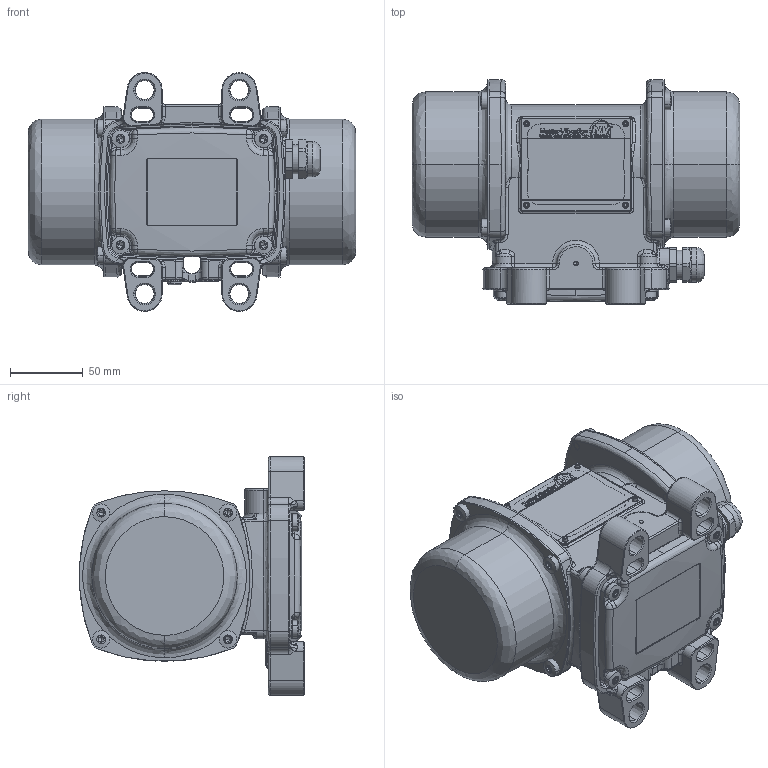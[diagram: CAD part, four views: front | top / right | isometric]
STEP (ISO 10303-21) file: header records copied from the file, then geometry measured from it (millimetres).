
FILE_DESCRIPTION (( 'STEP AP214' ), '1' );
FILE_NAME ('NEA-NEG 50200 -50-60Hz.STEP', '2022-04-29T09:36:26', ( '' ), ( '' ), 'SwSTEP 2.0', 'SolidWorks 2015', '' );
FILE_SCHEMA (( 'AUTOMOTIVE_DESIGN' ));
Length unit declared in the file: millimetre
Products named in the file (1): NEA-NEG 50200 -50-60Hz
Bounding box: 225 x 154.36 x 164 mm (x, y, z)
Volume: 777565.6 mm3; surface area: 350403.8 mm2
Topology: 21 solids, 21 shells, 3076 faces, 8181 edges, 5266 vertices
Faces by surface type: bspline 1245, cylinder 804, plane 787, cone 240
Entity records: 155377 total; most frequent: CARTESIAN_POINT 86298, ORIENTED_EDGE 16154, DIRECTION 11460, EDGE_CURVE 8077, VERTEX_POINT 5266, AXIS2_PLACEMENT_3D 4204, EDGE_LOOP 3379, ADVANCED_FACE 3076
